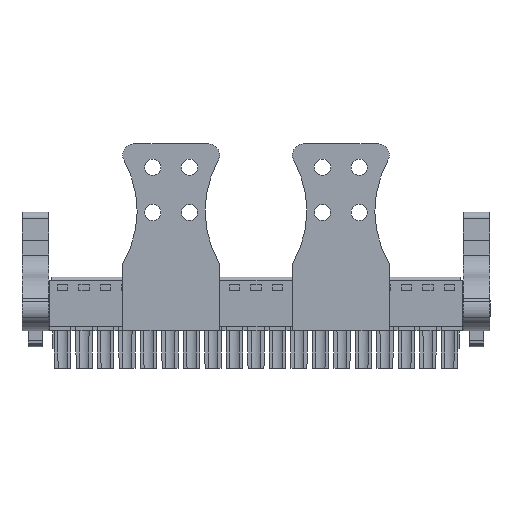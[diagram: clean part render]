
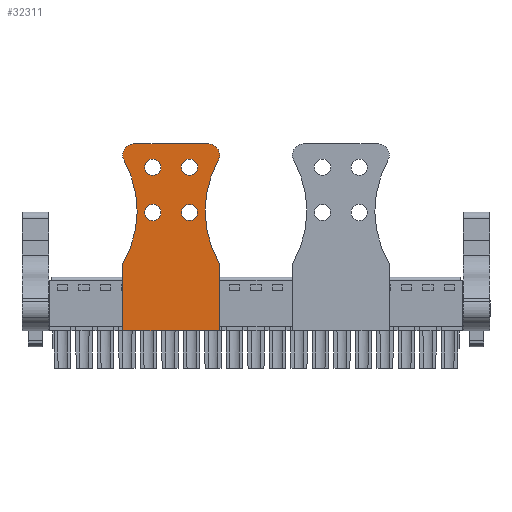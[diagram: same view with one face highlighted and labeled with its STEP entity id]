
A CAD part, front view. The second image highlights one B-rep face of the part: STEP entity #32311.
In plain terms, the highlighted planar face has unit normal (0, -1, 0).
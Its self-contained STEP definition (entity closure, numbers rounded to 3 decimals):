
#31977=AXIS2_PLACEMENT_3D('Circle Axis2P3D',#31975,#31976,$) ;
#32001=AXIS2_PLACEMENT_3D('Circle Axis2P3D',#31999,#32000,$) ;
#32049=AXIS2_PLACEMENT_3D('Circle Axis2P3D',#32047,#32048,$) ;
#32073=AXIS2_PLACEMENT_3D('Circle Axis2P3D',#32071,#32072,$) ;
#32097=AXIS2_PLACEMENT_3D('Circle Axis2P3D',#32095,#32096,$) ;
#32121=AXIS2_PLACEMENT_3D('Circle Axis2P3D',#32119,#32120,$) ;
#32145=AXIS2_PLACEMENT_3D('Circle Axis2P3D',#32143,#32144,$) ;
#32169=AXIS2_PLACEMENT_3D('Circle Axis2P3D',#32167,#32168,$) ;
#32193=AXIS2_PLACEMENT_3D('Circle Axis2P3D',#32191,#32192,$) ;
#32217=AXIS2_PLACEMENT_3D('Circle Axis2P3D',#32215,#32216,$) ;
#32241=AXIS2_PLACEMENT_3D('Circle Axis2P3D',#32239,#32240,$) ;
#32265=AXIS2_PLACEMENT_3D('Circle Axis2P3D',#32263,#32264,$) ;
#32278=AXIS2_PLACEMENT_3D('Plane Axis2P3D',#32275,#32276,#32277) ;
#31850=CARTESIAN_POINT('Vertex',(35.,0.,18.601)) ;
#31853=CARTESIAN_POINT('Line Origine',(35.,0.,12.6)) ;
#31857=CARTESIAN_POINT('Vertex',(35.,0.,6.6)) ;
#31939=CARTESIAN_POINT('Vertex',(17.88,0.,6.6)) ;
#31942=CARTESIAN_POINT('Line Origine',(17.88,0.,12.6)) ;
#31946=CARTESIAN_POINT('Vertex',(17.88,0.,18.601)) ;
#31975=CARTESIAN_POINT('Axis2P3D Location',(2.225,0.,27.873)) ;
#31979=CARTESIAN_POINT('Vertex',(18.096,0.,36.772)) ;
#31999=CARTESIAN_POINT('Axis2P3D Location',(19.84,0.,37.75)) ;
#32003=CARTESIAN_POINT('Vertex',(19.84,0.,39.75)) ;
#32023=CARTESIAN_POINT('Line Origine',(26.44,0.,39.75)) ;
#32027=CARTESIAN_POINT('Vertex',(33.04,0.,39.75)) ;
#32047=CARTESIAN_POINT('Axis2P3D Location',(33.04,0.,37.75)) ;
#32051=CARTESIAN_POINT('Vertex',(34.784,0.,36.772)) ;
#32071=CARTESIAN_POINT('Axis2P3D Location',(50.655,0.,27.873)) ;
#32092=CARTESIAN_POINT('Vertex',(24.64,0.,27.6)) ;
#32095=CARTESIAN_POINT('Axis2P3D Location',(23.19,0.,27.6)) ;
#32099=CARTESIAN_POINT('Vertex',(21.74,0.,27.6)) ;
#32119=CARTESIAN_POINT('Axis2P3D Location',(23.19,0.,27.6)) ;
#32140=CARTESIAN_POINT('Vertex',(21.74,0.,35.6)) ;
#32143=CARTESIAN_POINT('Axis2P3D Location',(23.19,0.,35.6)) ;
#32147=CARTESIAN_POINT('Vertex',(24.64,0.,35.6)) ;
#32167=CARTESIAN_POINT('Axis2P3D Location',(23.19,0.,35.6)) ;
#32188=CARTESIAN_POINT('Vertex',(28.24,0.,27.6)) ;
#32191=CARTESIAN_POINT('Axis2P3D Location',(29.69,0.,27.6)) ;
#32195=CARTESIAN_POINT('Vertex',(31.14,0.,27.6)) ;
#32215=CARTESIAN_POINT('Axis2P3D Location',(29.69,0.,27.6)) ;
#32236=CARTESIAN_POINT('Vertex',(28.24,0.,35.6)) ;
#32239=CARTESIAN_POINT('Axis2P3D Location',(29.69,0.,35.6)) ;
#32243=CARTESIAN_POINT('Vertex',(31.14,0.,35.6)) ;
#32263=CARTESIAN_POINT('Axis2P3D Location',(29.69,0.,35.6)) ;
#32275=CARTESIAN_POINT('Axis2P3D Location',(10.805,0.,-2.35)) ;
#32280=CARTESIAN_POINT('Line Origine',(26.44,0.,6.6)) ;
#31854=DIRECTION('Vector Direction',(0.,0.,-1.)) ;
#31943=DIRECTION('Vector Direction',(0.,0.,1.)) ;
#31976=DIRECTION('Axis2P3D Direction',(0.,1.,-0.)) ;
#32000=DIRECTION('Axis2P3D Direction',(0.,1.,0.)) ;
#32024=DIRECTION('Vector Direction',(-1.,0.,0.)) ;
#32048=DIRECTION('Axis2P3D Direction',(0.,1.,-0.)) ;
#32072=DIRECTION('Axis2P3D Direction',(0.,1.,0.)) ;
#32096=DIRECTION('Axis2P3D Direction',(0.,1.,0.)) ;
#32120=DIRECTION('Axis2P3D Direction',(0.,1.,0.)) ;
#32144=DIRECTION('Axis2P3D Direction',(0.,1.,-0.)) ;
#32168=DIRECTION('Axis2P3D Direction',(0.,1.,-0.)) ;
#32192=DIRECTION('Axis2P3D Direction',(0.,1.,0.)) ;
#32216=DIRECTION('Axis2P3D Direction',(0.,1.,-0.)) ;
#32240=DIRECTION('Axis2P3D Direction',(0.,1.,0.)) ;
#32264=DIRECTION('Axis2P3D Direction',(0.,1.,-0.)) ;
#32276=DIRECTION('Axis2P3D Direction',(0.,1.,-0.)) ;
#32277=DIRECTION('Axis2P3D XDirection',(-1.,0.,0.)) ;
#32281=DIRECTION('Vector Direction',(1.,0.,0.)) ;
#31855=VECTOR('Line Direction',#31854,1.) ;
#31944=VECTOR('Line Direction',#31943,1.) ;
#32025=VECTOR('Line Direction',#32024,1.) ;
#32282=VECTOR('Line Direction',#32281,1.) ;
#32286=ORIENTED_EDGE('',*,*,#32075,.F.) ;
#32287=ORIENTED_EDGE('',*,*,#32053,.F.) ;
#32288=ORIENTED_EDGE('',*,*,#32029,.F.) ;
#32289=ORIENTED_EDGE('',*,*,#32005,.F.) ;
#32290=ORIENTED_EDGE('',*,*,#31981,.F.) ;
#32291=ORIENTED_EDGE('',*,*,#31948,.F.) ;
#32292=ORIENTED_EDGE('',*,*,#32284,.F.) ;
#32293=ORIENTED_EDGE('',*,*,#31859,.F.) ;
#32296=ORIENTED_EDGE('',*,*,#32123,.T.) ;
#32297=ORIENTED_EDGE('',*,*,#32101,.T.) ;
#32300=ORIENTED_EDGE('',*,*,#32171,.T.) ;
#32301=ORIENTED_EDGE('',*,*,#32149,.T.) ;
#32304=ORIENTED_EDGE('',*,*,#32219,.T.) ;
#32305=ORIENTED_EDGE('',*,*,#32197,.T.) ;
#32308=ORIENTED_EDGE('',*,*,#32267,.T.) ;
#32309=ORIENTED_EDGE('',*,*,#32245,.T.) ;
#32298=FACE_BOUND('',#32295,.T.) ;
#32302=FACE_BOUND('',#32299,.T.) ;
#32306=FACE_BOUND('',#32303,.T.) ;
#32310=FACE_BOUND('',#32307,.T.) ;
#32311=ADVANCED_FACE('Strain relief.1',(#32294,#32298,#32302,#32306,#32310),#32279,.F.) ;
#31978=CIRCLE('generated circle',#31977,18.195) ;
#32002=CIRCLE('generated circle',#32001,2.) ;
#32050=CIRCLE('generated circle',#32049,2.) ;
#32074=CIRCLE('generated circle',#32073,18.195) ;
#32098=CIRCLE('generated circle',#32097,1.45) ;
#32122=CIRCLE('generated circle',#32121,1.45) ;
#32146=CIRCLE('generated circle',#32145,1.45) ;
#32170=CIRCLE('generated circle',#32169,1.45) ;
#32194=CIRCLE('generated circle',#32193,1.45) ;
#32218=CIRCLE('generated circle',#32217,1.45) ;
#32242=CIRCLE('generated circle',#32241,1.45) ;
#32266=CIRCLE('generated circle',#32265,1.45) ;
#31859=EDGE_CURVE('',#31851,#31858,#31856,.T.) ;
#31948=EDGE_CURVE('',#31940,#31947,#31945,.T.) ;
#31981=EDGE_CURVE('',#31947,#31980,#31978,.F.) ;
#32005=EDGE_CURVE('',#31980,#32004,#32002,.T.) ;
#32029=EDGE_CURVE('',#32004,#32028,#32026,.F.) ;
#32053=EDGE_CURVE('',#32028,#32052,#32050,.T.) ;
#32075=EDGE_CURVE('',#32052,#31851,#32074,.F.) ;
#32101=EDGE_CURVE('',#32100,#32093,#32098,.T.) ;
#32123=EDGE_CURVE('',#32093,#32100,#32122,.T.) ;
#32149=EDGE_CURVE('',#32148,#32141,#32146,.T.) ;
#32171=EDGE_CURVE('',#32141,#32148,#32170,.T.) ;
#32197=EDGE_CURVE('',#32196,#32189,#32194,.T.) ;
#32219=EDGE_CURVE('',#32189,#32196,#32218,.T.) ;
#32245=EDGE_CURVE('',#32244,#32237,#32242,.T.) ;
#32267=EDGE_CURVE('',#32237,#32244,#32266,.T.) ;
#32284=EDGE_CURVE('',#31858,#31940,#32283,.F.) ;
#32285=EDGE_LOOP('',(#32286,#32287,#32288,#32289,#32290,#32291,#32292,#32293)) ;
#32295=EDGE_LOOP('',(#32296,#32297)) ;
#32299=EDGE_LOOP('',(#32300,#32301)) ;
#32303=EDGE_LOOP('',(#32304,#32305)) ;
#32307=EDGE_LOOP('',(#32308,#32309)) ;
#32294=FACE_OUTER_BOUND('',#32285,.T.) ;
#31856=LINE('Line',#31853,#31855) ;
#31945=LINE('Line',#31942,#31944) ;
#32026=LINE('Line',#32023,#32025) ;
#32283=LINE('Line',#32280,#32282) ;
#32279=PLANE('',#32278) ;
#31851=VERTEX_POINT('',#31850) ;
#31858=VERTEX_POINT('',#31857) ;
#31940=VERTEX_POINT('',#31939) ;
#31947=VERTEX_POINT('',#31946) ;
#31980=VERTEX_POINT('',#31979) ;
#32004=VERTEX_POINT('',#32003) ;
#32028=VERTEX_POINT('',#32027) ;
#32052=VERTEX_POINT('',#32051) ;
#32093=VERTEX_POINT('',#32092) ;
#32100=VERTEX_POINT('',#32099) ;
#32141=VERTEX_POINT('',#32140) ;
#32148=VERTEX_POINT('',#32147) ;
#32189=VERTEX_POINT('',#32188) ;
#32196=VERTEX_POINT('',#32195) ;
#32237=VERTEX_POINT('',#32236) ;
#32244=VERTEX_POINT('',#32243) ;
